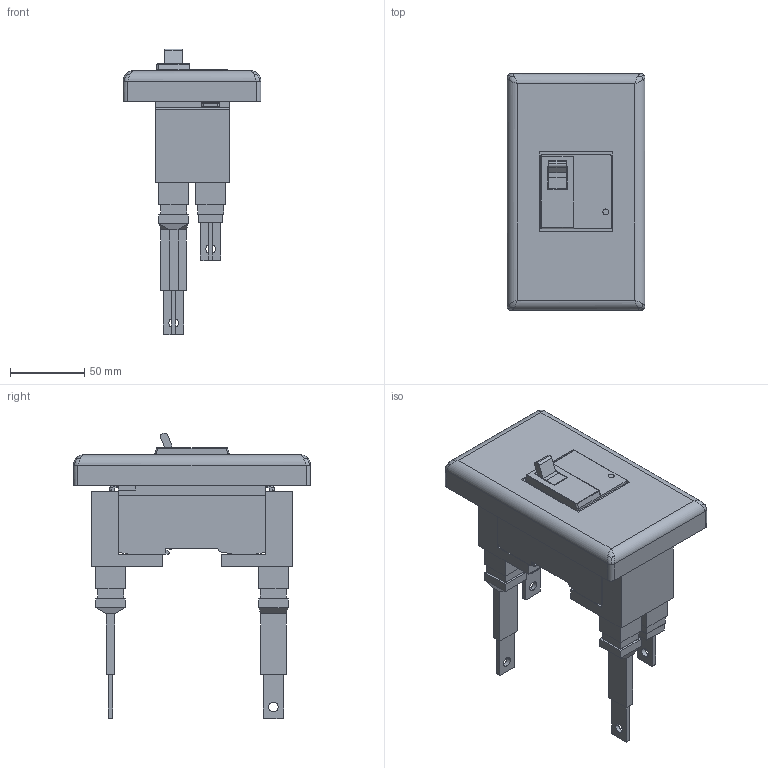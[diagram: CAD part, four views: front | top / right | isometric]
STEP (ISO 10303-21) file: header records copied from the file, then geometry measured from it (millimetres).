
FILE_DESCRIPTION(('CoCreate Modeling STEP Export'),'2;1');
FILE_NAME('Ｅ１００ＮＦ２Ｐ.stp','2016-03-30T16:50:32',(''),(''),'CoCreate Modeling STEP processor for AP214 (Solid Model)','CoCreate Modeling 17.0 01-Apr-2010 (C) Parametric Technology GmbH','');
FILE_SCHEMA(('AUTOMOTIVE_DESIGN { 1 0 10303 214 1 1 1 1 }'));
Length unit declared in the file: millimetre
Products named in the file (8): P3.1; P1; P4; P2; P5.2; P3; P4.1; Ｅ１００ＮＦ２Ｐ
Assembly tree (8 placements, depth 2):
  Ｅ１００ＮＦ２Ｐ
    P4.1
    P3
    P5.2  x2
    P2
    P4
    P1
    P3.1
Bounding box: 93.1 x 160 x 192.94 mm (x, y, z)
Volume: 702097.6 mm3; surface area: 98648.7 mm2
Topology: 8 solids, 8 shells, 351 faces, 870 edges, 557 vertices
Faces by surface type: plane 225, cylinder 84, bspline 34, torus 4, sphere 4
Entity records: 12703 total; most frequent: CARTESIAN_POINT 4198, ORIENTED_EDGE 1612, DIRECTION 1360, EDGE_CURVE 806, VECTOR 572, LINE 572, VERTEX_POINT 517, AXIS2_PLACEMENT_3D 394
